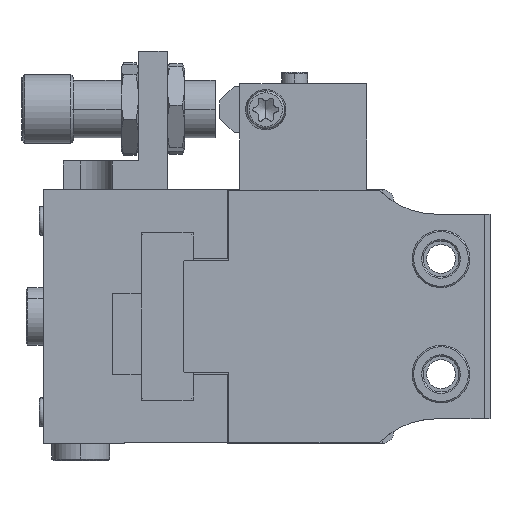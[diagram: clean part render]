
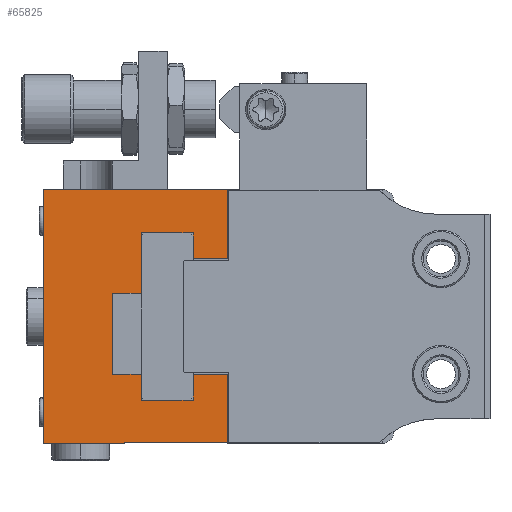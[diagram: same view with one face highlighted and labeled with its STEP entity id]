
A CAD part, left-side view. The second image highlights one B-rep face of the part: STEP entity #65825.
In plain terms, the highlighted planar face has unit normal (-1, 0, 0).
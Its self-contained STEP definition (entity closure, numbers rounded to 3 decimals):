
#621 = LINE ( 'NONE', #74504, #40589 ) ;
#809 = DIRECTION ( 'NONE',  ( 0., 1., 0. ) ) ;
#1189 = VERTEX_POINT ( 'NONE', #22871 ) ;
#1220 = EDGE_CURVE ( 'NONE', #13943, #78858, #24143, .T. ) ;
#2505 = ORIENTED_EDGE ( 'NONE', *, *, #18939, .F. ) ;
#3484 = VECTOR ( 'NONE', #47747, 1000. ) ;
#3676 = EDGE_CURVE ( 'NONE', #52204, #4856, #50510, .T. ) ;
#3892 = VECTOR ( 'NONE', #10790, 1000. ) ;
#4856 = VERTEX_POINT ( 'NONE', #69206 ) ;
#5897 = VERTEX_POINT ( 'NONE', #56647 ) ;
#5924 = CARTESIAN_POINT ( 'NONE',  ( -90., -32., -22. ) ) ;
#6060 = CARTESIAN_POINT ( 'NONE',  ( -90., -26., 14.51 ) ) ;
#6154 = ORIENTED_EDGE ( 'NONE', *, *, #46198, .T. ) ;
#6313 = CARTESIAN_POINT ( 'NONE',  ( -90., -26., -10. ) ) ;
#6769 = ORIENTED_EDGE ( 'NONE', *, *, #57753, .T. ) ;
#6889 = DIRECTION ( 'NONE',  ( 0., 1., 0. ) ) ;
#7325 = VERTEX_POINT ( 'NONE', #23880 ) ;
#7855 = VERTEX_POINT ( 'NONE', #80908 ) ;
#8291 = EDGE_CURVE ( 'NONE', #26049, #52204, #17093, .T. ) ;
#8919 = VERTEX_POINT ( 'NONE', #25174 ) ;
#9818 = VECTOR ( 'NONE', #809, 1000. ) ;
#10412 = CARTESIAN_POINT ( 'NONE',  ( -90., -0.1, 0. ) ) ;
#10620 = LINE ( 'NONE', #50435, #37340 ) ;
#10790 = DIRECTION ( 'NONE',  ( 0., 0., 1. ) ) ;
#10838 = DIRECTION ( 'NONE',  ( 1., 0., 0. ) ) ;
#10973 = ORIENTED_EDGE ( 'NONE', *, *, #12046, .T. ) ;
#11467 = CARTESIAN_POINT ( 'NONE',  ( -90., -32., 22. ) ) ;
#11960 = DIRECTION ( 'NONE',  ( 0., 0., -1. ) ) ;
#12046 = EDGE_CURVE ( 'NONE', #8919, #62699, #64061, .T. ) ;
#12082 = DIRECTION ( 'NONE',  ( 0., 0., -1. ) ) ;
#12105 = VECTOR ( 'NONE', #71984, 1000. ) ;
#12154 = VECTOR ( 'NONE', #58997, 1000. ) ;
#13943 = VERTEX_POINT ( 'NONE', #21029 ) ;
#14914 = VERTEX_POINT ( 'NONE', #6313 ) ;
#14982 = DIRECTION ( 'NONE',  ( 0., 0., -1. ) ) ;
#15809 = CARTESIAN_POINT ( 'NONE',  ( -90., -14., -21.9 ) ) ;
#17093 = LINE ( 'NONE', #69145, #12105 ) ;
#17578 = CARTESIAN_POINT ( 'NONE',  ( -90., -32., -22. ) ) ;
#18380 = DIRECTION ( 'NONE',  ( 0., 0., -1. ) ) ;
#18744 = VECTOR ( 'NONE', #51881, 1000. ) ;
#18939 = EDGE_CURVE ( 'NONE', #5897, #78858, #27371, .T. ) ;
#20392 = LINE ( 'NONE', #59435, #12154 ) ;
#21029 = CARTESIAN_POINT ( 'NONE',  ( -90., -12., -10. ) ) ;
#22487 = FACE_OUTER_BOUND ( 'NONE', #72200, .T. ) ;
#22871 = CARTESIAN_POINT ( 'NONE',  ( -90., -0.1, -22. ) ) ;
#22926 = DIRECTION ( 'NONE',  ( 0., 0., 1. ) ) ;
#23817 = CARTESIAN_POINT ( 'NONE',  ( -90., -17., 14.51 ) ) ;
#23880 = CARTESIAN_POINT ( 'NONE',  ( -90., -17., -14.51 ) ) ;
#24143 = LINE ( 'NONE', #52344, #3892 ) ;
#24870 = CARTESIAN_POINT ( 'NONE',  ( -90., -26., -14.51 ) ) ;
#25174 = CARTESIAN_POINT ( 'NONE',  ( -90., -26., 14.51 ) ) ;
#26049 = VERTEX_POINT ( 'NONE', #39807 ) ;
#27371 = LINE ( 'NONE', #46922, #3484 ) ;
#30293 = DIRECTION ( 'NONE',  ( 0., 0., 1. ) ) ;
#30421 = VECTOR ( 'NONE', #11960, 1000. ) ;
#31012 = ORIENTED_EDGE ( 'NONE', *, *, #83754, .F. ) ;
#32268 = ORIENTED_EDGE ( 'NONE', *, *, #54407, .T. ) ;
#33984 = ORIENTED_EDGE ( 'NONE', *, *, #8291, .F. ) ;
#34022 = LINE ( 'NONE', #53580, #9818 ) ;
#36813 = DIRECTION ( 'NONE',  ( 0., -1., 0. ) ) ;
#37340 = VECTOR ( 'NONE', #45246, 1000. ) ;
#37954 = VECTOR ( 'NONE', #76812, 1000. ) ;
#38366 = ORIENTED_EDGE ( 'NONE', *, *, #75310, .F. ) ;
#39594 = LINE ( 'NONE', #5924, #81989 ) ;
#39807 = CARTESIAN_POINT ( 'NONE',  ( -90., -0.1, 22. ) ) ;
#40589 = VECTOR ( 'NONE', #79285, 1000. ) ;
#41336 = ORIENTED_EDGE ( 'NONE', *, *, #72879, .F. ) ;
#42934 = CARTESIAN_POINT ( 'NONE',  ( -90., -17., -10. ) ) ;
#43884 = VECTOR ( 'NONE', #14982, 1000. ) ;
#44211 = ORIENTED_EDGE ( 'NONE', *, *, #3676, .F. ) ;
#44564 = LINE ( 'NONE', #70550, #53300 ) ;
#44742 = VECTOR ( 'NONE', #22926, 1000. ) ;
#45246 = DIRECTION ( 'NONE',  ( 0., -1., 0. ) ) ;
#45556 = CARTESIAN_POINT ( 'NONE',  ( -90., -26., 10. ) ) ;
#46198 = EDGE_CURVE ( 'NONE', #5897, #60522, #44564, .T. ) ;
#46922 = CARTESIAN_POINT ( 'NONE',  ( -90., -62.398, 4. ) ) ;
#47747 = DIRECTION ( 'NONE',  ( 0., 1., 0. ) ) ;
#47754 = VERTEX_POINT ( 'NONE', #80553 ) ;
#50297 = CARTESIAN_POINT ( 'NONE',  ( -90., -17., 14.51 ) ) ;
#50435 = CARTESIAN_POINT ( 'NONE',  ( -90., -26., 10. ) ) ;
#50510 = LINE ( 'NONE', #17578, #84916 ) ;
#51379 = DIRECTION ( 'NONE',  ( 0., 0., -1. ) ) ;
#51726 = LINE ( 'NONE', #24870, #37954 ) ;
#51881 = DIRECTION ( 'NONE',  ( 0., 1., 0. ) ) ;
#52204 = VERTEX_POINT ( 'NONE', #11467 ) ;
#52344 = CARTESIAN_POINT ( 'NONE',  ( -90., -12., -10. ) ) ;
#53300 = VECTOR ( 'NONE', #77436, 1000. ) ;
#53580 = CARTESIAN_POINT ( 'NONE',  ( -90., -32., -21.9 ) ) ;
#54407 = EDGE_CURVE ( 'NONE', #59611, #13943, #76980, .T. ) ;
#56429 = CARTESIAN_POINT ( 'NONE',  ( -90., -32., -21.9 ) ) ;
#56647 = CARTESIAN_POINT ( 'NONE',  ( -90., -17., 4. ) ) ;
#56928 = VERTEX_POINT ( 'NONE', #56429 ) ;
#57045 = VERTEX_POINT ( 'NONE', #69706 ) ;
#57753 = EDGE_CURVE ( 'NONE', #62699, #4856, #10620, .T. ) ;
#58283 = ORIENTED_EDGE ( 'NONE', *, *, #63141, .T. ) ;
#58997 = DIRECTION ( 'NONE',  ( 0., 0., 1. ) ) ;
#59230 = CARTESIAN_POINT ( 'NONE',  ( -90., -16., 0. ) ) ;
#59435 = CARTESIAN_POINT ( 'NONE',  ( -90., -17., -14.51 ) ) ;
#59611 = VERTEX_POINT ( 'NONE', #42934 ) ;
#59708 = CARTESIAN_POINT ( 'NONE',  ( -90., -32., -22. ) ) ;
#60522 = VERTEX_POINT ( 'NONE', #50297 ) ;
#60949 = ORIENTED_EDGE ( 'NONE', *, *, #82634, .T. ) ;
#61782 = LINE ( 'NONE', #15809, #43884 ) ;
#62273 = ORIENTED_EDGE ( 'NONE', *, *, #1220, .T. ) ;
#62699 = VERTEX_POINT ( 'NONE', #45556 ) ;
#62914 = VECTOR ( 'NONE', #12082, 1000. ) ;
#63141 = EDGE_CURVE ( 'NONE', #14914, #76992, #80243, .T. ) ;
#63427 = VECTOR ( 'NONE', #36813, 1000. ) ;
#63989 = AXIS2_PLACEMENT_3D ( 'NONE', #59230, #10838, #30293 ) ;
#64061 = LINE ( 'NONE', #6060, #62914 ) ;
#65825 = ADVANCED_FACE ( 'NONE', ( #22487 ), #74037, .F. ) ;
#66145 = LINE ( 'NONE', #59708, #81929 ) ;
#68034 = ORIENTED_EDGE ( 'NONE', *, *, #80171, .T. ) ;
#69145 = CARTESIAN_POINT ( 'NONE',  ( -90., -32., 22. ) ) ;
#69206 = CARTESIAN_POINT ( 'NONE',  ( -90., -32., 10. ) ) ;
#69210 = CARTESIAN_POINT ( 'NONE',  ( -90., -12., 4. ) ) ;
#69706 = CARTESIAN_POINT ( 'NONE',  ( -90., -14., -22. ) ) ;
#70550 = CARTESIAN_POINT ( 'NONE',  ( -90., -17., 10. ) ) ;
#71476 = LINE ( 'NONE', #23817, #63427 ) ;
#71561 = ORIENTED_EDGE ( 'NONE', *, *, #73332, .F. ) ;
#71765 = CARTESIAN_POINT ( 'NONE',  ( -90., -26., -14.51 ) ) ;
#71805 = CARTESIAN_POINT ( 'NONE',  ( -90., -17., -10. ) ) ;
#71984 = DIRECTION ( 'NONE',  ( 0., -1., 0. ) ) ;
#72200 = EDGE_LOOP ( 'NONE', ( #2505, #6154, #60949, #10973, #6769, #44211, #33984, #71561, #75436, #38366, #31012, #41336, #82151, #58283, #68034, #73641, #32268, #62273 ) ) ;
#72542 = EDGE_CURVE ( 'NONE', #47754, #14914, #621, .T. ) ;
#72703 = EDGE_CURVE ( 'NONE', #57045, #1189, #66145, .T. ) ;
#72879 = EDGE_CURVE ( 'NONE', #47754, #56928, #39594, .T. ) ;
#73332 = EDGE_CURVE ( 'NONE', #1189, #26049, #76171, .T. ) ;
#73641 = ORIENTED_EDGE ( 'NONE', *, *, #75430, .T. ) ;
#74037 = PLANE ( 'NONE',  #63989 ) ;
#74504 = CARTESIAN_POINT ( 'NONE',  ( -90., -32., -10. ) ) ;
#75310 = EDGE_CURVE ( 'NONE', #7855, #57045, #61782, .T. ) ;
#75430 = EDGE_CURVE ( 'NONE', #7325, #59611, #20392, .T. ) ;
#75436 = ORIENTED_EDGE ( 'NONE', *, *, #72703, .F. ) ;
#76171 = LINE ( 'NONE', #10412, #44742 ) ;
#76812 = DIRECTION ( 'NONE',  ( 0., 1., 0. ) ) ;
#76980 = LINE ( 'NONE', #71805, #18744 ) ;
#76992 = VERTEX_POINT ( 'NONE', #71765 ) ;
#77436 = DIRECTION ( 'NONE',  ( 0., 0., 1. ) ) ;
#77732 = CARTESIAN_POINT ( 'NONE',  ( -90., -26., -10. ) ) ;
#78858 = VERTEX_POINT ( 'NONE', #69210 ) ;
#79285 = DIRECTION ( 'NONE',  ( 0., 1., 0. ) ) ;
#80171 = EDGE_CURVE ( 'NONE', #76992, #7325, #51726, .T. ) ;
#80243 = LINE ( 'NONE', #77732, #30421 ) ;
#80553 = CARTESIAN_POINT ( 'NONE',  ( -90., -32., -10. ) ) ;
#80908 = CARTESIAN_POINT ( 'NONE',  ( -90., -14., -21.9 ) ) ;
#81929 = VECTOR ( 'NONE', #6889, 1000. ) ;
#81989 = VECTOR ( 'NONE', #18380, 1000. ) ;
#82151 = ORIENTED_EDGE ( 'NONE', *, *, #72542, .T. ) ;
#82634 = EDGE_CURVE ( 'NONE', #60522, #8919, #71476, .T. ) ;
#83754 = EDGE_CURVE ( 'NONE', #56928, #7855, #34022, .T. ) ;
#84916 = VECTOR ( 'NONE', #51379, 1000. ) ;
